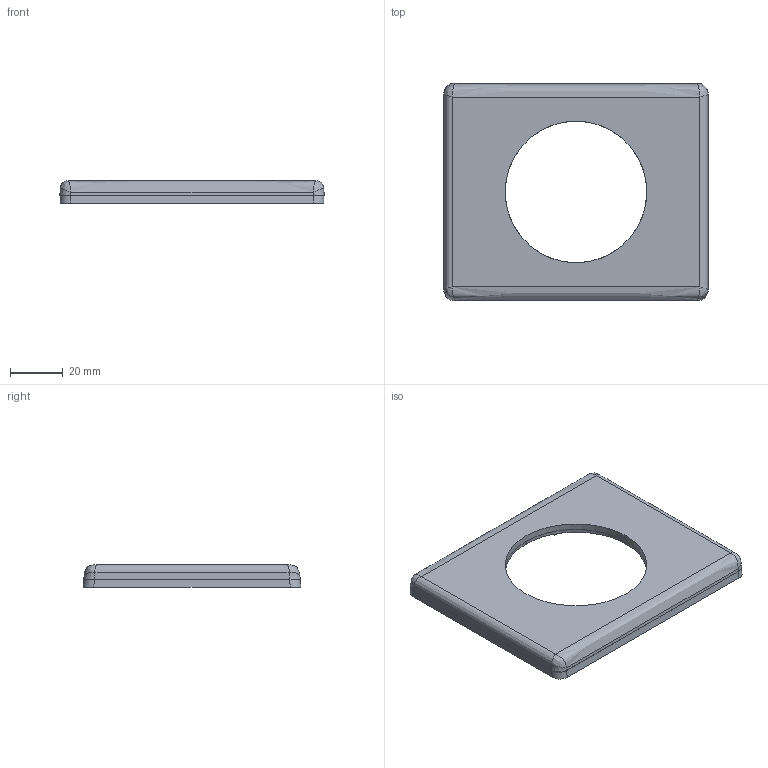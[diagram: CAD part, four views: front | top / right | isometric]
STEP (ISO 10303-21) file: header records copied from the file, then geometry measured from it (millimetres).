
FILE_DESCRIPTION(('CATIA V5 STEP Exchange','CAx-IF Rec.Pracs.--- Model Styling and Organization---1.5--- 2016-08-15','CAx-IF Rec.Pracs.---Supplemental Geometry---1.0---2011-11-01','CAx-IF Rec.Pracs.--- Composite Materials ---1.1---2010-07-15'),'2;1');
FILE_NAME('CP2301.stp','2024-02-12T14:57:01+00:00',('none'),('none'),'CATIA Version 5-6 Release 2020 SP3','CATIA V5 STEP AP214 v2','none');
FILE_SCHEMA(('AUTOMOTIVE_DESIGN { 1 0 10303 214 1 1 1 1 }'));
Length unit declared in the file: millimetre
Products named in the file (1): CP2301
Bounding box: 100 x 82.44 x 8.5 mm (x, y, z)
Surface area: 16075.4 mm2 (no closed solid volume)
Topology: 0 solids, 1 shells, 82 faces, 226 edges, 148 vertices
Faces by surface type: plane 28, bspline 26, cylinder 18, cone 8, extrusion 2
Entity records: 5966 total; most frequent: CARTESIAN_POINT 4265, ORIENTED_EDGE 420, EDGE_CURVE 222, DIRECTION 181, VERTEX_POINT 148, B_SPLINE_CURVE_WITH_KNOTS 123, EDGE_LOOP 90, VECTOR 85
